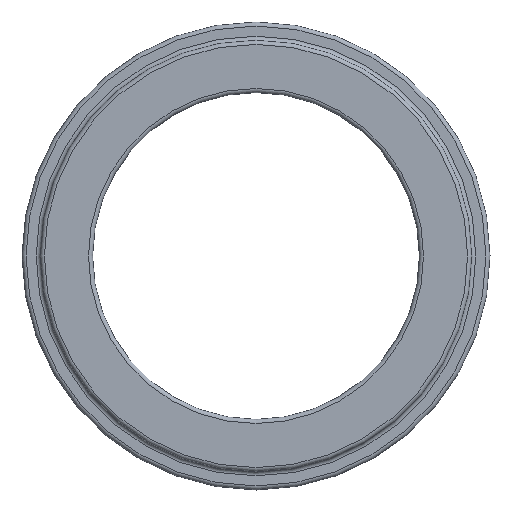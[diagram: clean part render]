
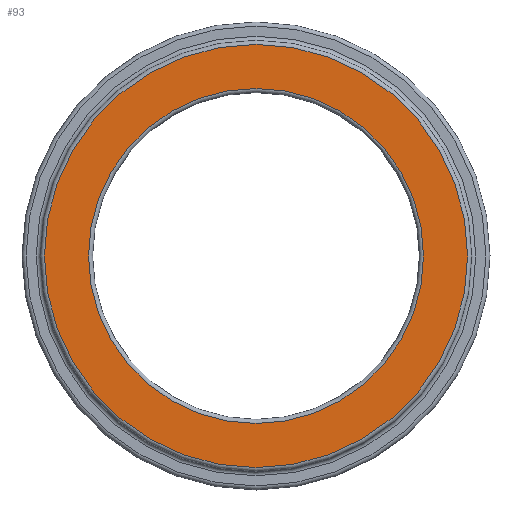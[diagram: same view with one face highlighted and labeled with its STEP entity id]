
A CAD part, left-side view. The second image highlights one B-rep face of the part: STEP entity #93.
In plain terms, the highlighted planar face has unit normal (-1, 0, 0).
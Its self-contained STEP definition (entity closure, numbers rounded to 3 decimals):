
#93=ADVANCED_FACE('',(#273,#275),#277,.T.);
#273=FACE_BOUND('',#274,.T.);
#274=EDGE_LOOP('',(#418));
#275=FACE_BOUND('',#276,.T.);
#276=EDGE_LOOP('',(#419));
#277=PLANE('',#278);
#278=AXIS2_PLACEMENT_3D('',#279,#280,#281);
#279=CARTESIAN_POINT('',(-7.5,0.,0.));
#280=DIRECTION('',(-1.,0.,0.));
#281=DIRECTION('',(0.,1.,0.));
#418=ORIENTED_EDGE('',*,*,#458,.F.);
#419=ORIENTED_EDGE('',*,*,#459,.T.);
#458=EDGE_CURVE('',#488,#488,#489,.T.);
#459=EDGE_CURVE('',#490,#490,#491,.T.);
#488=VERTEX_POINT('',#558);
#489=CIRCLE('',#559,12.95);
#490=VERTEX_POINT('',#563);
#491=CIRCLE('',#564,10.25);
#558=CARTESIAN_POINT('',(-7.5,12.95,0.));
#559=AXIS2_PLACEMENT_3D('',#560,#561,#562);
#560=CARTESIAN_POINT('',(-7.5,0.,0.));
#561=DIRECTION('',(1.,0.,0.));
#562=DIRECTION('',(0.,1.,0.));
#563=CARTESIAN_POINT('',(-7.5,10.25,0.));
#564=AXIS2_PLACEMENT_3D('',#565,#566,#567);
#565=CARTESIAN_POINT('',(-7.5,0.,0.));
#566=DIRECTION('',(1.,0.,0.));
#567=DIRECTION('',(0.,1.,0.));
